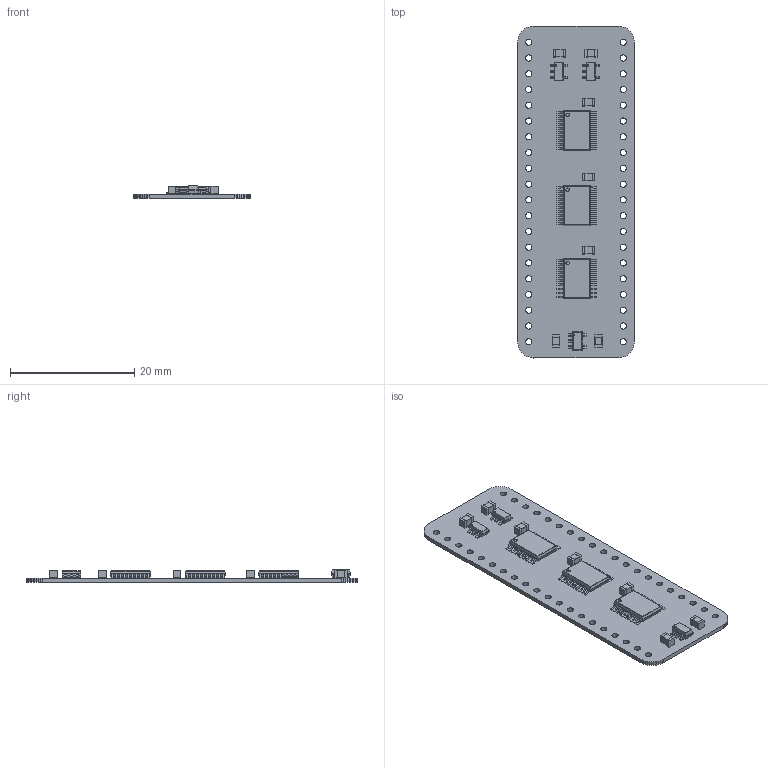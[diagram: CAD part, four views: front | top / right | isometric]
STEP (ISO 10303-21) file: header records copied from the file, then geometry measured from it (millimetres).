
FILE_DESCRIPTION(('KiCad electronic assembly'),'2;1');
FILE_NAME('Video Address Reader.step','2024-01-26T06:43:43',('Pcbnew'),( 'Kicad'),'Open CASCADE STEP processor 7.6','KiCad to STEP converter' ,'Unknown');
FILE_SCHEMA(('AUTOMOTIVE_DESIGN { 1 0 10303 214 1 1 1 1 }'));
Length unit declared in the file: millimetre
Products named in the file (10): Video Address Reader 1; C_0805_2012Metric; SOLID; M74VHC1G126DTT1G; COMPOUND; AP7365-33WG-7; 74LVC273PW,118; Video Address Reader PCB
Assembly tree (18 placements, depth 3):
  Video Address Reader 1
    C_0805_2012Metric  x7
      SOLID
    M74VHC1G126DTT1G  x2
      COMPOUND
    AP7365-33WG-7
      COMPOUND
    74LVC273PW,118  x3
      COMPOUND
    Video Address Reader PCB
Bounding box: 18.8 x 53.49 x 2.03 mm (x, y, z)
Volume: 778.8 mm3; surface area: 2559.1 mm2
Topology: 89 solids, 89 shells, 1413 faces, 3549 edges, 2334 vertices
Faces by surface type: plane 1010, cylinder 403
Full cylindrical faces by diameter (mm): 0.188 x2, 0.2 x1, 0.55 x3, 1 x40
Entity records: 38363 total; most frequent: CARTESIAN_POINT 7538, DIRECTION 5767, LINE 3817, VECTOR 3817, ORIENTED_EDGE 2982, PCURVE 2982, DEFINITIONAL_REPRESENTATION 2982, EDGE_CURVE 1491
